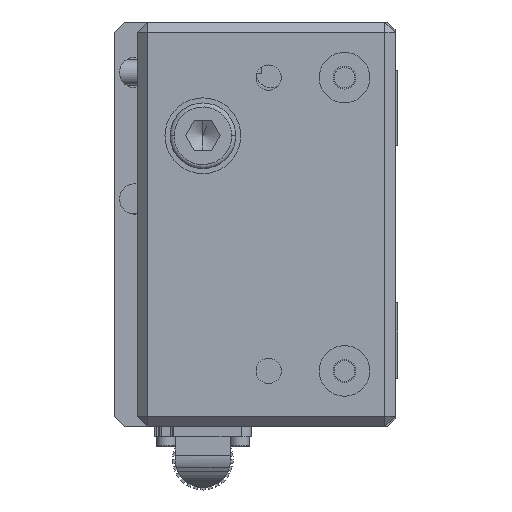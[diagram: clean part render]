
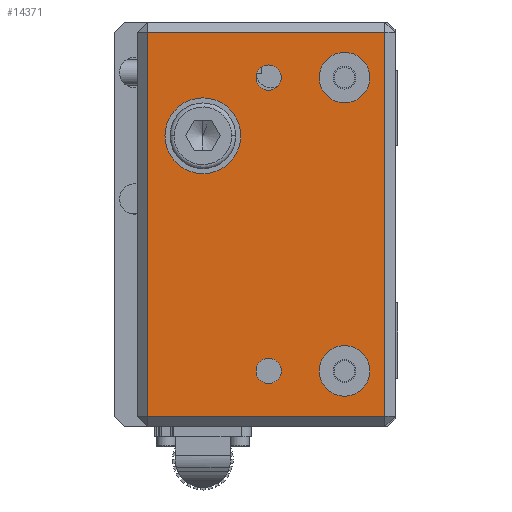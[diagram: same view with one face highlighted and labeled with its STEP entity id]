
A CAD part, left-side view. The second image highlights one B-rep face of the part: STEP entity #14371.
In plain terms, the highlighted planar face has unit normal (-1, 0, 0).
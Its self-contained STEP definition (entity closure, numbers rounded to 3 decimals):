
#33 = VECTOR ( 'NONE', #7785, 1000. ) ;
#54 = DIRECTION ( 'NONE',  ( -1., 0., 0. ) ) ;
#262 = CIRCLE ( 'NONE', #5658, 2.5 ) ;
#393 = ORIENTED_EDGE ( 'NONE', *, *, #9070, .F. ) ;
#428 = ORIENTED_EDGE ( 'NONE', *, *, #17451, .F. ) ;
#450 = EDGE_CURVE ( 'NONE', #7149, #7702, #559, .T. ) ;
#559 = LINE ( 'NONE', #14991, #2055 ) ;
#722 = AXIS2_PLACEMENT_3D ( 'NONE', #4816, #14357, #14415 ) ;
#959 = CARTESIAN_POINT ( 'NONE',  ( -65., -10.5, 29. ) ) ;
#1081 = EDGE_CURVE ( 'NONE', #16257, #1341, #1378, .T. ) ;
#1144 = VECTOR ( 'NONE', #4421, 1000. ) ;
#1227 = EDGE_LOOP ( 'NONE', ( #12548, #6122 ) ) ;
#1285 = VERTEX_POINT ( 'NONE', #17093 ) ;
#1341 = VERTEX_POINT ( 'NONE', #6694 ) ;
#1378 = CIRCLE ( 'NONE', #15321, 5. ) ;
#1530 = CARTESIAN_POINT ( 'NONE',  ( -65., 4.5, 29. ) ) ;
#1568 = LINE ( 'NONE', #14945, #8822 ) ;
#1587 = AXIS2_PLACEMENT_3D ( 'NONE', #4983, #15945, #14541 ) ;
#1740 = CARTESIAN_POINT ( 'NONE',  ( -65., -10.5, -29. ) ) ;
#1796 = DIRECTION ( 'NONE',  ( -1., 0., 0. ) ) ;
#1801 = AXIS2_PLACEMENT_3D ( 'NONE', #15494, #16979, #4598 ) ;
#1952 = LINE ( 'NONE', #11848, #33 ) ;
#2000 = LINE ( 'NONE', #6906, #1144 ) ;
#2055 = VECTOR ( 'NONE', #6780, 1000. ) ;
#2536 = EDGE_LOOP ( 'NONE', ( #14796, #428 ) ) ;
#2591 = DIRECTION ( 'NONE',  ( 0., 0., -1. ) ) ;
#2873 = CARTESIAN_POINT ( 'NONE',  ( -65., -18.5, 38. ) ) ;
#2884 = ORIENTED_EDGE ( 'NONE', *, *, #15190, .F. ) ;
#3101 = EDGE_CURVE ( 'NONE', #15009, #15068, #6645, .T. ) ;
#3190 = DIRECTION ( 'NONE',  ( 0., 0., -1. ) ) ;
#3456 = EDGE_CURVE ( 'NONE', #10879, #7149, #1952, .T. ) ;
#3588 = VERTEX_POINT ( 'NONE', #2873 ) ;
#3694 = CARTESIAN_POINT ( 'NONE',  ( -65., -18.5, -38. ) ) ;
#3908 = CARTESIAN_POINT ( 'NONE',  ( -65., 4.5, -31.5 ) ) ;
#4243 = CARTESIAN_POINT ( 'NONE',  ( -65., 4.5, 26.5 ) ) ;
#4421 = DIRECTION ( 'NONE',  ( 0., 0., 1. ) ) ;
#4539 = DIRECTION ( 'NONE',  ( 0., 0., -1. ) ) ;
#4598 = DIRECTION ( 'NONE',  ( 0., 0., -1. ) ) ;
#4659 = CARTESIAN_POINT ( 'NONE',  ( -65., 4.5, 29. ) ) ;
#4816 = CARTESIAN_POINT ( 'NONE',  ( -65., -10.5, -29. ) ) ;
#4882 = EDGE_CURVE ( 'NONE', #6955, #7787, #15012, .T. ) ;
#4909 = EDGE_CURVE ( 'NONE', #1341, #16257, #8629, .T. ) ;
#4983 = CARTESIAN_POINT ( 'NONE',  ( -65., 5., 0. ) ) ;
#5420 = EDGE_LOOP ( 'NONE', ( #393, #10822 ) ) ;
#5438 = CARTESIAN_POINT ( 'NONE',  ( -65., -10.5, 29. ) ) ;
#5527 = ORIENTED_EDGE ( 'NONE', *, *, #3101, .F. ) ;
#5565 = ORIENTED_EDGE ( 'NONE', *, *, #7957, .F. ) ;
#5626 = EDGE_CURVE ( 'NONE', #3588, #10879, #1568, .T. ) ;
#5658 = AXIS2_PLACEMENT_3D ( 'NONE', #14481, #6070, #14653 ) ;
#5664 = EDGE_LOOP ( 'NONE', ( #5565, #2884 ) ) ;
#5809 = EDGE_CURVE ( 'NONE', #7702, #3588, #2000, .T. ) ;
#5991 = CARTESIAN_POINT ( 'NONE',  ( -65., 28.5, 38. ) ) ;
#6070 = DIRECTION ( 'NONE',  ( -1., 0., 0. ) ) ;
#6122 = ORIENTED_EDGE ( 'NONE', *, *, #4909, .F. ) ;
#6198 = CARTESIAN_POINT ( 'NONE',  ( -65., 28.5, -38. ) ) ;
#6310 = AXIS2_PLACEMENT_3D ( 'NONE', #1530, #11001, #11183 ) ;
#6426 = ORIENTED_EDGE ( 'NONE', *, *, #5626, .T. ) ;
#6645 = CIRCLE ( 'NONE', #1801, 2.5 ) ;
#6694 = CARTESIAN_POINT ( 'NONE',  ( -65., -10.5, 34. ) ) ;
#6780 = DIRECTION ( 'NONE',  ( 0., -1., 0. ) ) ;
#6906 = CARTESIAN_POINT ( 'NONE',  ( -65., -18.5, 40. ) ) ;
#6955 = VERTEX_POINT ( 'NONE', #16393 ) ;
#7149 = VERTEX_POINT ( 'NONE', #6198 ) ;
#7330 = DIRECTION ( 'NONE',  ( -1., 0., 0. ) ) ;
#7349 = ORIENTED_EDGE ( 'NONE', *, *, #5809, .T. ) ;
#7702 = VERTEX_POINT ( 'NONE', #3694 ) ;
#7785 = DIRECTION ( 'NONE',  ( 0., 0., -1. ) ) ;
#7787 = VERTEX_POINT ( 'NONE', #14982 ) ;
#7957 = EDGE_CURVE ( 'NONE', #15656, #10782, #16406, .T. ) ;
#8151 = CIRCLE ( 'NONE', #722, 5. ) ;
#8221 = AXIS2_PLACEMENT_3D ( 'NONE', #14887, #54, #10894 ) ;
#8300 = ORIENTED_EDGE ( 'NONE', *, *, #17454, .F. ) ;
#8383 = VERTEX_POINT ( 'NONE', #15915 ) ;
#8431 = CARTESIAN_POINT ( 'NONE',  ( -65., 4.5, 31.5 ) ) ;
#8440 = ORIENTED_EDGE ( 'NONE', *, *, #450, .T. ) ;
#8629 = CIRCLE ( 'NONE', #9143, 5. ) ;
#8698 = AXIS2_PLACEMENT_3D ( 'NONE', #4659, #7330, #4539 ) ;
#8766 = AXIS2_PLACEMENT_3D ( 'NONE', #1740, #1796, #3190 ) ;
#8822 = VECTOR ( 'NONE', #10773, 1000. ) ;
#8930 = PLANE ( 'NONE',  #1587 ) ;
#9070 = EDGE_CURVE ( 'NONE', #7787, #6955, #17447, .T. ) ;
#9143 = AXIS2_PLACEMENT_3D ( 'NONE', #5438, #13530, #2591 ) ;
#9229 = FACE_BOUND ( 'NONE', #5664, .T. ) ;
#10481 = DIRECTION ( 'NONE',  ( 0., 0., -1. ) ) ;
#10773 = DIRECTION ( 'NONE',  ( 0., 1., 0. ) ) ;
#10782 = VERTEX_POINT ( 'NONE', #8431 ) ;
#10822 = ORIENTED_EDGE ( 'NONE', *, *, #4882, .F. ) ;
#10879 = VERTEX_POINT ( 'NONE', #5991 ) ;
#10894 = DIRECTION ( 'NONE',  ( 0., 0., -1. ) ) ;
#11001 = DIRECTION ( 'NONE',  ( -1., 0., 0. ) ) ;
#11113 = ORIENTED_EDGE ( 'NONE', *, *, #3456, .T. ) ;
#11183 = DIRECTION ( 'NONE',  ( 0., 0., -1. ) ) ;
#11848 = CARTESIAN_POINT ( 'NONE',  ( -65., 28.5, -40. ) ) ;
#11921 = DIRECTION ( 'NONE',  ( -1., 0., 0. ) ) ;
#12039 = CIRCLE ( 'NONE', #8766, 5. ) ;
#12195 = DIRECTION ( 'NONE',  ( 0., 0., -1. ) ) ;
#12410 = FACE_BOUND ( 'NONE', #15712, .T. ) ;
#12515 = CARTESIAN_POINT ( 'NONE',  ( -65., 4.5, -26.5 ) ) ;
#12548 = ORIENTED_EDGE ( 'NONE', *, *, #1081, .F. ) ;
#12610 = FACE_BOUND ( 'NONE', #5420, .T. ) ;
#12836 = EDGE_CURVE ( 'NONE', #8383, #1285, #12039, .T. ) ;
#13278 = FACE_BOUND ( 'NONE', #2536, .T. ) ;
#13530 = DIRECTION ( 'NONE',  ( -1., 0., 0. ) ) ;
#14167 = EDGE_LOOP ( 'NONE', ( #8440, #7349, #6426, #11113 ) ) ;
#14357 = DIRECTION ( 'NONE',  ( -1., 0., 0. ) ) ;
#14371 = ADVANCED_FACE ( 'NONE', ( #17325, #9229, #12410, #16667, #13278, #12610 ), #8930, .T. ) ;
#14415 = DIRECTION ( 'NONE',  ( 0., 0., -1. ) ) ;
#14481 = CARTESIAN_POINT ( 'NONE',  ( -65., 4.5, -29. ) ) ;
#14541 = DIRECTION ( 'NONE',  ( 0., 0., -1. ) ) ;
#14653 = DIRECTION ( 'NONE',  ( 0., 0., -1. ) ) ;
#14772 = AXIS2_PLACEMENT_3D ( 'NONE', #16305, #14876, #12195 ) ;
#14796 = ORIENTED_EDGE ( 'NONE', *, *, #12836, .F. ) ;
#14876 = DIRECTION ( 'NONE',  ( -1., 0., 0. ) ) ;
#14887 = CARTESIAN_POINT ( 'NONE',  ( -65., 17.5, 17.5 ) ) ;
#14945 = CARTESIAN_POINT ( 'NONE',  ( -65., 30.5, 38. ) ) ;
#14982 = CARTESIAN_POINT ( 'NONE',  ( -65., 17.5, 10. ) ) ;
#14991 = CARTESIAN_POINT ( 'NONE',  ( -65., -20.5, -38. ) ) ;
#15009 = VERTEX_POINT ( 'NONE', #3908 ) ;
#15012 = CIRCLE ( 'NONE', #8221, 7.5 ) ;
#15068 = VERTEX_POINT ( 'NONE', #12515 ) ;
#15190 = EDGE_CURVE ( 'NONE', #10782, #15656, #16003, .T. ) ;
#15321 = AXIS2_PLACEMENT_3D ( 'NONE', #959, #11921, #10481 ) ;
#15494 = CARTESIAN_POINT ( 'NONE',  ( -65., 4.5, -29. ) ) ;
#15656 = VERTEX_POINT ( 'NONE', #4243 ) ;
#15712 = EDGE_LOOP ( 'NONE', ( #5527, #8300 ) ) ;
#15915 = CARTESIAN_POINT ( 'NONE',  ( -65., -10.5, -34. ) ) ;
#15945 = DIRECTION ( 'NONE',  ( -1., 0., 0. ) ) ;
#16003 = CIRCLE ( 'NONE', #8698, 2.5 ) ;
#16257 = VERTEX_POINT ( 'NONE', #16592 ) ;
#16305 = CARTESIAN_POINT ( 'NONE',  ( -65., 17.5, 17.5 ) ) ;
#16393 = CARTESIAN_POINT ( 'NONE',  ( -65., 17.5, 25. ) ) ;
#16406 = CIRCLE ( 'NONE', #6310, 2.5 ) ;
#16592 = CARTESIAN_POINT ( 'NONE',  ( -65., -10.5, 24. ) ) ;
#16667 = FACE_BOUND ( 'NONE', #1227, .T. ) ;
#16979 = DIRECTION ( 'NONE',  ( -1., 0., 0. ) ) ;
#17093 = CARTESIAN_POINT ( 'NONE',  ( -65., -10.5, -24. ) ) ;
#17325 = FACE_OUTER_BOUND ( 'NONE', #14167, .T. ) ;
#17447 = CIRCLE ( 'NONE', #14772, 7.5 ) ;
#17451 = EDGE_CURVE ( 'NONE', #1285, #8383, #8151, .T. ) ;
#17454 = EDGE_CURVE ( 'NONE', #15068, #15009, #262, .T. ) ;
